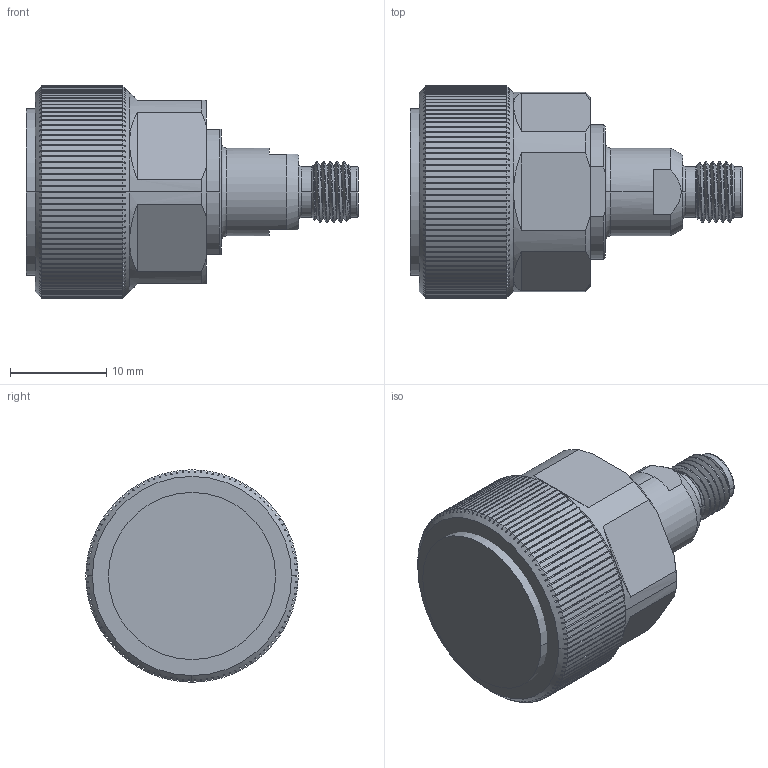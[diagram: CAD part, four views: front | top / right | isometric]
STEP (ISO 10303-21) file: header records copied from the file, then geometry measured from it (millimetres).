
FILE_DESCRIPTION (( 'STEP AP203' ), '1' );
FILE_NAME ('FMAD1300_3D.STEP', '2022-03-18T22:55:18', ( '' ), ( '' ), 'SwSTEP 2.0', 'SolidWorks 2021', '' );
FILE_SCHEMA (( 'CONFIG_CONTROL_DESIGN' ));
Length unit declared in the file: inch
Products named in the file (3): Copy of 7 mm for adapter^FMAD1300; Copy of 2.92 mm F body^FMAD1300; FMAD1300_3D
Assembly tree (2 placements, depth 2):
  FMAD1300_3D
    Copy of 7 mm for adapter^FMAD1300
    Copy of 2.92 mm F body^FMAD1300
Bounding box: 34.5 x 22.05 x 22.05 mm (x, y, z)
Volume: 10354.1 mm3; surface area: 4473.1 mm2
Topology: 3 solids, 3 shells, 570 faces, 1645 edges, 1091 vertices
Faces by surface type: plane 274, cylinder 262, cone 25, torus 6, bspline 3
Entity records: 20603 total; most frequent: CARTESIAN_POINT 5782, ORIENTED_EDGE 3290, DIRECTION 2860, EDGE_CURVE 1645, AXIS2_PLACEMENT_3D 1145, VERTEX_POINT 1091, EDGE_LOOP 580, CIRCLE 573
